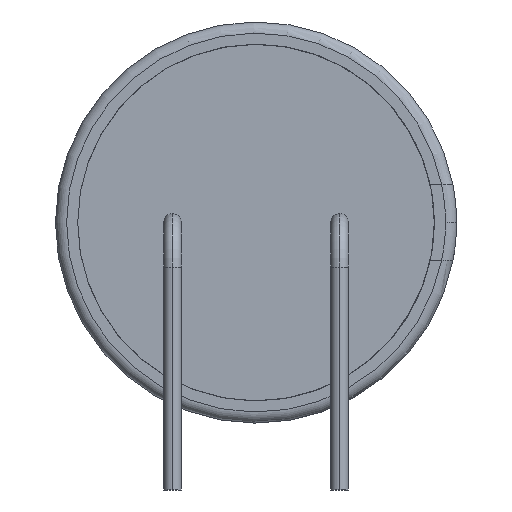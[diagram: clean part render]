
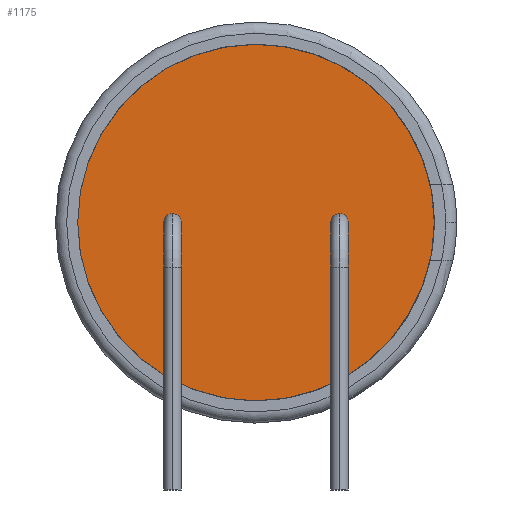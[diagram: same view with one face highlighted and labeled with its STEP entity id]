
A CAD part, front view. The second image highlights one B-rep face of the part: STEP entity #1175.
In plain terms, the highlighted planar face has unit normal (0, -1, 0).
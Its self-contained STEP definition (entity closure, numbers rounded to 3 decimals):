
#37 = CARTESIAN_POINT ( 'NONE',  ( 0., 0.1, 9. ) ) ;
#162 = CARTESIAN_POINT ( 'NONE',  ( -8., 0.1, 9. ) ) ;
#211 = DIRECTION ( 'NONE',  ( 0., -1., 0. ) ) ;
#212 = CIRCLE ( 'NONE', #1748, 8. ) ;
#368 = EDGE_CURVE ( 'NONE', #513, #2118, #212, .T. ) ;
#510 = DIRECTION ( 'NONE',  ( 0., -1., 0. ) ) ;
#513 = VERTEX_POINT ( 'NONE', #721 ) ;
#623 = DIRECTION ( 'NONE',  ( 0., -1., 0. ) ) ;
#643 = DIRECTION ( 'NONE',  ( 1., 0., 0. ) ) ;
#721 = CARTESIAN_POINT ( 'NONE',  ( 8., 0.1, 9. ) ) ;
#1175 = ADVANCED_FACE ( 'NONE', ( #1849 ), #2539, .T. ) ;
#1405 = CIRCLE ( 'NONE', #3062, 8. ) ;
#1495 = ORIENTED_EDGE ( 'NONE', *, *, #368, .T. ) ;
#1515 = EDGE_LOOP ( 'NONE', ( #1495, #2138 ) ) ;
#1650 = EDGE_CURVE ( 'NONE', #2118, #513, #1405, .T. ) ;
#1748 = AXIS2_PLACEMENT_3D ( 'NONE', #2502, #211, #2236 ) ;
#1849 = FACE_OUTER_BOUND ( 'NONE', #1515, .T. ) ;
#1965 = DIRECTION ( 'NONE',  ( 1., 0., 0. ) ) ;
#2118 = VERTEX_POINT ( 'NONE', #162 ) ;
#2138 = ORIENTED_EDGE ( 'NONE', *, *, #1650, .T. ) ;
#2236 = DIRECTION ( 'NONE',  ( 1., 0., 0. ) ) ;
#2502 = CARTESIAN_POINT ( 'NONE',  ( 0., 0.1, 9. ) ) ;
#2539 = PLANE ( 'NONE',  #3590 ) ;
#3062 = AXIS2_PLACEMENT_3D ( 'NONE', #37, #623, #643 ) ;
#3112 = CARTESIAN_POINT ( 'NONE',  ( 0., 0.1, 9. ) ) ;
#3590 = AXIS2_PLACEMENT_3D ( 'NONE', #3112, #510, #1965 ) ;
